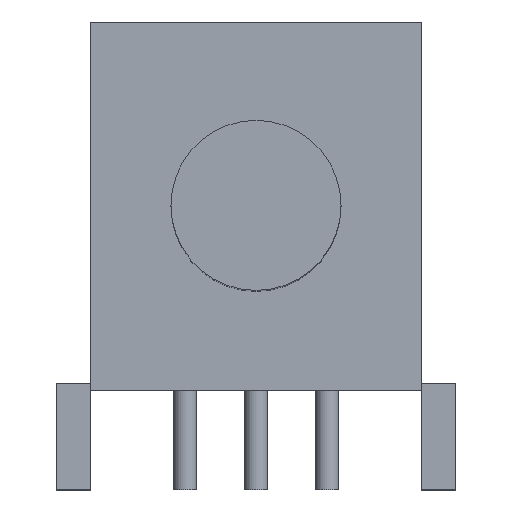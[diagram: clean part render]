
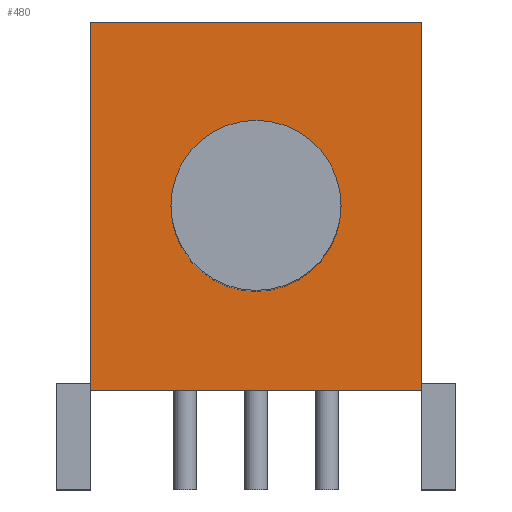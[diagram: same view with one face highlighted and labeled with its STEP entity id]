
A CAD part, top view. The second image highlights one B-rep face of the part: STEP entity #480.
In plain terms, the highlighted planar face has unit normal (0, 0, 1).
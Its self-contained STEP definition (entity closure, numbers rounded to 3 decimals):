
#111=CIRCLE('',#509,3.);
#142=VERTEX_POINT('',#684);
#143=VERTEX_POINT('',#685);
#147=VERTEX_POINT('',#693);
#148=VERTEX_POINT('',#697);
#150=VERTEX_POINT('',#703);
#182=VECTOR('',#580,1.);
#184=VECTOR('',#590,1.);
#187=VECTOR('',#594,1.);
#191=VECTOR('',#599,1.);
#222=LINE('',#683,#182);
#224=LINE('',#696,#184);
#227=LINE('',#702,#187);
#231=LINE('',#709,#191);
#268=EDGE_CURVE('',#142,#143,#222,.T.);
#275=EDGE_CURVE('',#147,#147,#111,.T.);
#276=EDGE_CURVE('',#143,#148,#224,.T.);
#279=EDGE_CURVE('',#148,#150,#227,.T.);
#283=EDGE_CURVE('',#150,#142,#231,.T.);
#379=ORIENTED_EDGE('',*,*,#275,.T.);
#380=ORIENTED_EDGE('',*,*,#268,.F.);
#381=ORIENTED_EDGE('',*,*,#283,.F.);
#382=ORIENTED_EDGE('',*,*,#279,.F.);
#383=ORIENTED_EDGE('',*,*,#276,.F.);
#419=EDGE_LOOP('',(#379));
#420=EDGE_LOOP('',(#380,#381,#382,#383));
#453=FACE_BOUND('',#419,.T.);
#454=FACE_BOUND('',#420,.T.);
#480=ADVANCED_FACE('',(#453,#454),#732,.T.);
#509=AXIS2_PLACEMENT_3D('',#692,#586,#587);
#514=AXIS2_PLACEMENT_3D('',#710,#600,$);
#580=DIRECTION('',(-1.,0.,0.));
#586=DIRECTION('',(0.,0.,-1.));
#587=DIRECTION('',(3.,0.,0.));
#590=DIRECTION('',(0.,1.,0.));
#594=DIRECTION('',(1.,0.,0.));
#599=DIRECTION('',(0.,-1.,0.));
#600=DIRECTION('',(0.,0.,1.));
#683=CARTESIAN_POINT('',(-11.709,0.,5.486));
#684=CARTESIAN_POINT('',(0.,0.,5.486));
#685=CARTESIAN_POINT('',(-11.709,0.,5.486));
#692=CARTESIAN_POINT('',(-5.855,6.5,5.486));
#693=CARTESIAN_POINT('',(-2.855,6.5,5.486));
#696=CARTESIAN_POINT('',(-11.709,13.005,5.486));
#697=CARTESIAN_POINT('',(-11.709,13.005,5.486));
#702=CARTESIAN_POINT('',(0.,13.005,5.486));
#703=CARTESIAN_POINT('',(0.,13.005,5.486));
#709=CARTESIAN_POINT('',(0.,0.,5.486));
#710=CARTESIAN_POINT('',(-5.855,6.502,5.486));
#732=PLANE('',#514);
